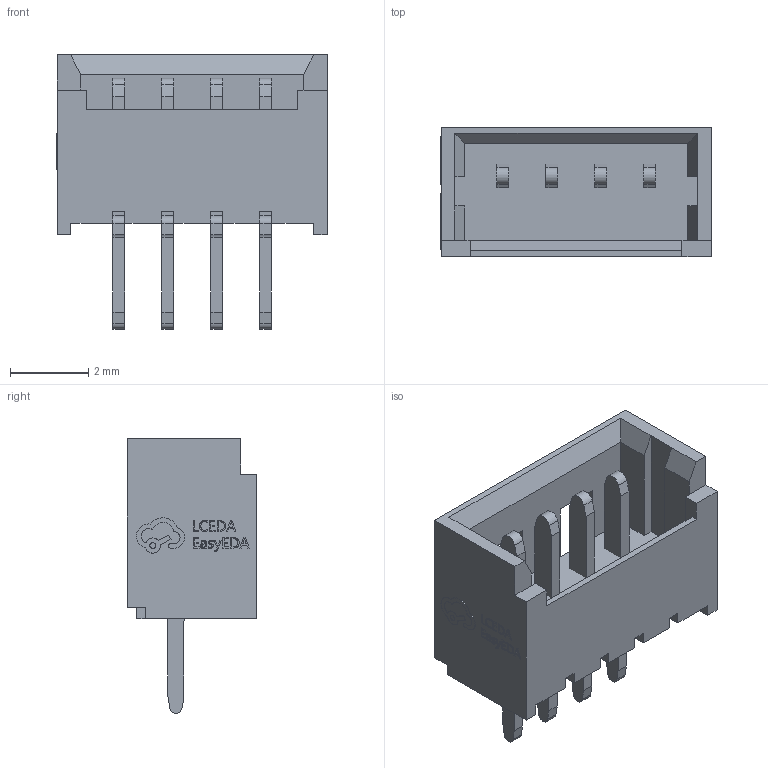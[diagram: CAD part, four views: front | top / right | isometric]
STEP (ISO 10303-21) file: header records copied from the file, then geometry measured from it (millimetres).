
FILE_DESCRIPTION (( 'STEP AP214' ), '1' );
FILE_NAME ('CONN-TH_4P-P1.25_WAFER-MX1.25-4PZZ.STEP', '2022-07-16T14:46:27', ( '' ), ( '' ), 'SwSTEP 2.0', 'SolidWorks 2020', '' );
FILE_SCHEMA (( 'AUTOMOTIVE_DESIGN' ));
Length unit declared in the file: millimetre
Products named in the file (1): CONN-TH_4P-P1.25_WAFER-MX1.25-4PZZ
Bounding box: 6.91 x 3.3 x 7.01 mm (x, y, z)
Volume: 51 mm3; surface area: 223.3 mm2
Topology: 5 solids, 5 shells, 411 faces, 1142 edges, 756 vertices
Faces by surface type: plane 289, bspline 98, cylinder 24
Entity records: 18107 total; most frequent: CARTESIAN_POINT 3616, ORIENTED_EDGE 2284, DIRECTION 1618, EDGE_CURVE 1142, VECTOR 894, LINE 894, VERTEX_POINT 756, EDGE_LOOP 430
